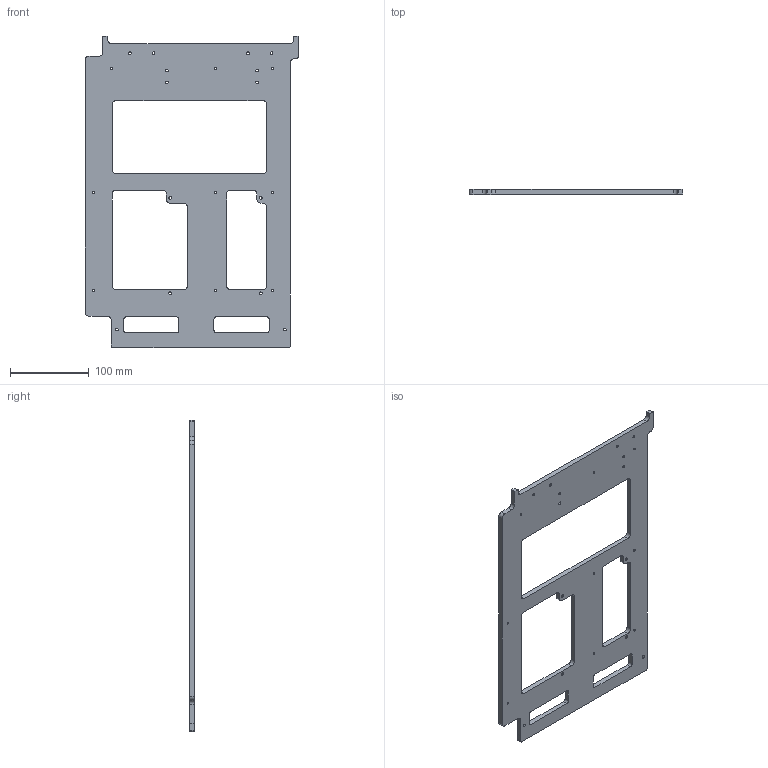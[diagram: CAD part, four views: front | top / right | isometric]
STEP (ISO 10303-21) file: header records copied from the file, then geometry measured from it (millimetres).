
FILE_DESCRIPTION(/* description */ (''),/* implementation_level */ '2;1');
FILE_NAME(/* name */ 'Part 5 - Middle.step',/* time_stamp */ '2025-08-07T17:50:59+07:00',/* author */ (''),/* organization */ (''),/* preprocessor_version */ 'ST-DEVELOPER v20.1',/* originating_system */ 'Autodesk Translation Framework v14.10.0.0',/* authorisation */ '');
FILE_SCHEMA (('AUTOMOTIVE_DESIGN { 1 0 10303 214 3 1 1 }'));
Length unit declared in the file: millimetre
Products named in the file (2): Part 5 - Middle 5090; Part 5 - Middle_1
Assembly tree (1 placements, depth 2):
  Part 5 - Middle 5090
    Part 5 - Middle_1
Bounding box: 271.86 x 6 x 395.5 mm (x, y, z)
Volume: 361985.9 mm3; surface area: 140168.2 mm2
Topology: 1 solids, 1 shells, 105 faces, 309 edges, 206 vertices
Faces by surface type: cylinder 61, plane 44
Full cylindrical faces by diameter (mm): 2.5 x9, 3.5 x14
Entity records: 3717 total; most frequent: DIRECTION 647, CARTESIAN_POINT 623, ORIENTED_EDGE 618, EDGE_CURVE 309, AXIS2_PLACEMENT_3D 230, VERTEX_POINT 206, LINE 187, VECTOR 187
